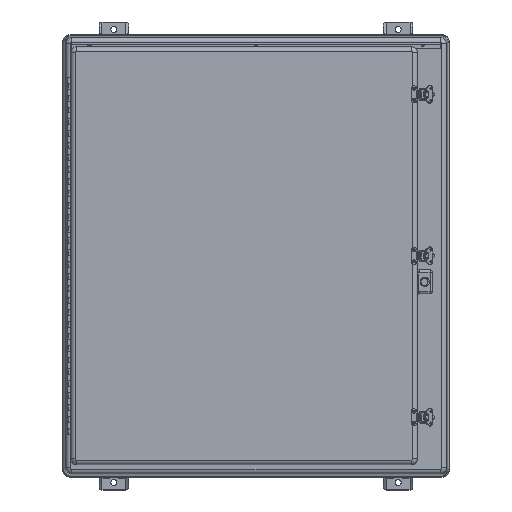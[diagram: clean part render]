
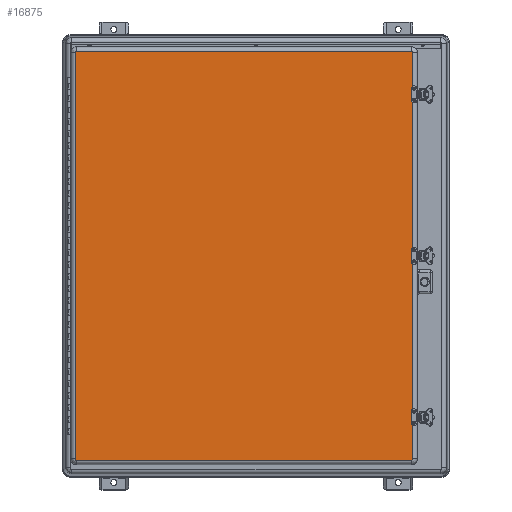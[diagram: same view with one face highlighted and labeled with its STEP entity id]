
A CAD part, top view. The second image highlights one B-rep face of the part: STEP entity #16875.
In plain terms, the highlighted planar face has unit normal (0, 0, 1).
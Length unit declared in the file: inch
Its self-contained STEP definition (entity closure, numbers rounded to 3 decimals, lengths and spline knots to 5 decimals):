
#502=PLANE($,#18251);
#1316=LINE($,#30539,#2655);
#1318=LINE($,#30544,#2657);
#1319=LINE($,#30577,#2658);
#1322=LINE($,#30584,#2661);
#2655=VECTOR($,#21362,28.15625);
#2657=VECTOR($,#21368,34.125);
#2658=VECTOR($,#21385,34.125);
#2661=VECTOR($,#21392,28.15625);
#4513=FACE_OUTER_BOUND($,#5631,.T.);
#5631=EDGE_LOOP($,(#13186,#13187,#13188,#13189,#13190,#13191,#13192,#13193));
#6804=CIRCLE($,#18228,0.10404);
#6810=CIRCLE($,#18236,0.10404);
#6814=CIRCLE($,#18240,0.10404);
#6818=CIRCLE($,#18246,0.10404);
#7937=VERTEX_POINT($,#30529);
#7938=VERTEX_POINT($,#30531);
#7940=VERTEX_POINT($,#30537);
#7941=VERTEX_POINT($,#30542);
#7943=VERTEX_POINT($,#30555);
#7944=VERTEX_POINT($,#30568);
#7947=VERTEX_POINT($,#30575);
#7948=VERTEX_POINT($,#30580);
#9858=EDGE_CURVE($,#7937,#7938,#6804,.T.);
#9862=EDGE_CURVE($,#7940,#7937,#1316,.T.);
#9865=EDGE_CURVE($,#7938,#7941,#1318,.T.);
#9867=EDGE_CURVE($,#7943,#7940,#6810,.T.);
#9871=EDGE_CURVE($,#7941,#7944,#6814,.T.);
#9873=EDGE_CURVE($,#7947,#7943,#1319,.T.);
#9877=EDGE_CURVE($,#7944,#7948,#1322,.T.);
#9879=EDGE_CURVE($,#7948,#7947,#6818,.T.);
#13186=ORIENTED_EDGE($,*,*,#9858,.F.);
#13187=ORIENTED_EDGE($,*,*,#9862,.F.);
#13188=ORIENTED_EDGE($,*,*,#9867,.F.);
#13189=ORIENTED_EDGE($,*,*,#9873,.F.);
#13190=ORIENTED_EDGE($,*,*,#9879,.F.);
#13191=ORIENTED_EDGE($,*,*,#9877,.F.);
#13192=ORIENTED_EDGE($,*,*,#9871,.F.);
#13193=ORIENTED_EDGE($,*,*,#9865,.F.);
#16875=ADVANCED_FACE($,(#4513),#502,.T.);
#18228=AXIS2_PLACEMENT_3D($,#30532,#21352,#21353);
#18236=AXIS2_PLACEMENT_3D($,#30557,#21371,#21372);
#18240=AXIS2_PLACEMENT_3D($,#30572,#21379,#21380);
#18246=AXIS2_PLACEMENT_3D($,#30595,#21395,#21396);
#18251=AXIS2_PLACEMENT_3D($,#30604,#21409,#21410);
#21352=DIRECTION('center_axis',(0.,0.,-1.));
#21353=DIRECTION('ref_axis',(0.707,0.707,0.));
#21362=DIRECTION($,(1.,0.,0.));
#21368=DIRECTION($,(0.,-1.,0.));
#21371=DIRECTION('center_axis',(0.,0.,-1.));
#21372=DIRECTION('ref_axis',(-0.707,0.707,0.));
#21379=DIRECTION('center_axis',(0.,0.,-1.));
#21380=DIRECTION('ref_axis',(0.707,-0.707,0.));
#21385=DIRECTION($,(0.,1.,0.));
#21392=DIRECTION($,(-1.,0.,0.));
#21395=DIRECTION('center_axis',(0.,0.,-1.));
#21396=DIRECTION('ref_axis',(-0.707,-0.707,0.));
#21409=DIRECTION('center_axis',(0.,0.,1.));
#21410=DIRECTION('ref_axis',(1.,0.,0.));
#30529=CARTESIAN_POINT('',(14.07813,17.16654,0.96875));
#30531=CARTESIAN_POINT('',(14.18216,17.0625,0.96875));
#30532=CARTESIAN_POINT('Origin',(14.07813,17.0625,0.96875));
#30537=CARTESIAN_POINT('',(-14.07813,17.16654,0.96875));
#30539=CARTESIAN_POINT($,(-14.07813,17.16654,0.96875));
#30542=CARTESIAN_POINT('',(14.18216,-17.0625,0.96875));
#30544=CARTESIAN_POINT($,(14.18216,17.0625,0.96875));
#30555=CARTESIAN_POINT('',(-14.18216,17.0625,0.96875));
#30557=CARTESIAN_POINT('Origin',(-14.07813,17.0625,0.96875));
#30568=CARTESIAN_POINT('',(14.07813,-17.16654,0.96875));
#30572=CARTESIAN_POINT('Origin',(14.07813,-17.0625,0.96875));
#30575=CARTESIAN_POINT('',(-14.18216,-17.0625,0.96875));
#30577=CARTESIAN_POINT($,(-14.18216,-17.0625,0.96875));
#30580=CARTESIAN_POINT('',(-14.07813,-17.16654,0.96875));
#30584=CARTESIAN_POINT($,(14.07813,-17.16654,0.96875));
#30595=CARTESIAN_POINT('Origin',(-14.07813,-17.0625,0.96875));
#30604=CARTESIAN_POINT('Origin',(0.,0.,0.96875));
